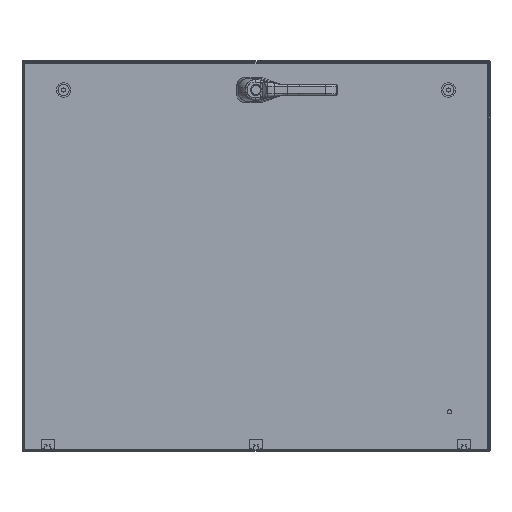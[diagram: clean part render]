
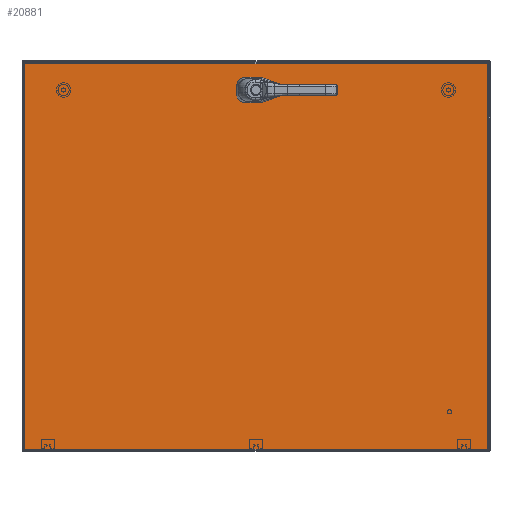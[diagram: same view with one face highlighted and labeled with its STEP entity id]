
A CAD part, top view. The second image highlights one B-rep face of the part: STEP entity #20881.
In plain terms, the highlighted face is planar.
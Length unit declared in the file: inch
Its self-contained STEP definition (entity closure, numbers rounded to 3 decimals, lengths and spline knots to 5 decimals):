
#19072=CARTESIAN_POINT('',(2.33762,18.275,0.0));
#19073=VERTEX_POINT('',#19072);
#19080=CARTESIAN_POINT('',(2.525,18.08762,0.0));
#19081=VERTEX_POINT('',#19080);
#19082=CARTESIAN_POINT('',(2.125,17.875,0.0));
#19083=DIRECTION('',(0.0,0.0,1.0));
#19084=DIRECTION('',(-0.469,-0.883,0.0));
#19085=AXIS2_PLACEMENT_3D('',#19082,#19083,#19084);
#19086=CIRCLE('',#19085,0.453);
#19087=EDGE_CURVE('',#19081,#19073,#19086,.T.);
#19112=CARTESIAN_POINT('',(2.525,17.66238,0.0));
#19113=VERTEX_POINT('',#19112);
#19114=CARTESIAN_POINT('',(2.525,17.66238,0.0));
#19115=DIRECTION('',(0.0,1.0,0.0));
#19116=VECTOR('',#19115,0.42525);
#19117=LINE('',#19114,#19116);
#19118=EDGE_CURVE('',#19113,#19081,#19117,.T.);
#19144=CARTESIAN_POINT('',(2.33762,17.475,0.0));
#19145=VERTEX_POINT('',#19144);
#19146=CARTESIAN_POINT('',(2.125,17.875,0.0));
#19147=DIRECTION('',(0.0,0.0,1.0));
#19148=DIRECTION('',(-0.883,0.469,0.0));
#19149=AXIS2_PLACEMENT_3D('',#19146,#19147,#19148);
#19150=CIRCLE('',#19149,0.453);
#19151=EDGE_CURVE('',#19145,#19113,#19150,.T.);
#19176=CARTESIAN_POINT('',(1.91238,17.475,0.0));
#19177=VERTEX_POINT('',#19176);
#19178=CARTESIAN_POINT('',(1.91238,17.475,0.0));
#19179=DIRECTION('',(1.0,0.0,0.0));
#19180=VECTOR('',#19179,0.42525);
#19181=LINE('',#19178,#19180);
#19182=EDGE_CURVE('',#19177,#19145,#19181,.T.);
#19208=CARTESIAN_POINT('',(1.725,17.66238,0.0));
#19209=VERTEX_POINT('',#19208);
#19210=CARTESIAN_POINT('',(2.125,17.875,0.0));
#19211=DIRECTION('',(0.0,0.0,1.0));
#19212=DIRECTION('',(0.469,0.883,0.0));
#19213=AXIS2_PLACEMENT_3D('',#19210,#19211,#19212);
#19214=CIRCLE('',#19213,0.453);
#19215=EDGE_CURVE('',#19209,#19177,#19214,.T.);
#19240=CARTESIAN_POINT('',(1.725,18.08762,0.0));
#19241=VERTEX_POINT('',#19240);
#19242=CARTESIAN_POINT('',(1.725,18.08762,0.0));
#19243=DIRECTION('',(0.0,-1.0,0.0));
#19244=VECTOR('',#19243,0.42525);
#19245=LINE('',#19242,#19244);
#19246=EDGE_CURVE('',#19241,#19209,#19245,.T.);
#19272=CARTESIAN_POINT('',(1.91238,18.275,0.0));
#19273=VERTEX_POINT('',#19272);
#19274=CARTESIAN_POINT('',(2.125,17.875,0.0));
#19275=DIRECTION('',(0.0,0.0,1.0));
#19276=DIRECTION('',(0.883,-0.469,0.0));
#19277=AXIS2_PLACEMENT_3D('',#19274,#19275,#19276);
#19278=CIRCLE('',#19277,0.453);
#19279=EDGE_CURVE('',#19273,#19241,#19278,.T.);
#19302=CARTESIAN_POINT('',(2.33762,18.275,0.0));
#19303=DIRECTION('',(-1.0,0.0,0.0));
#19304=VECTOR('',#19303,0.42525);
#19305=LINE('',#19302,#19304);
#19306=EDGE_CURVE('',#19073,#19273,#19305,.T.);
#19889=CARTESIAN_POINT('',(29.76975,0.10525,0.));
#19890=VERTEX_POINT('',#19889);
#19901=CARTESIAN_POINT('',(29.76975,35.64475,0.));
#19902=VERTEX_POINT('',#19901);
#19903=CARTESIAN_POINT('',(29.76975,35.64475,0.0));
#19904=DIRECTION('',(0.0,-1.0,0.0));
#19905=VECTOR('',#19904,35.5395);
#19906=LINE('',#19903,#19905);
#19907=EDGE_CURVE('',#19902,#19890,#19906,.T.);
#20059=CARTESIAN_POINT('',(0.10525,0.10525,0.));
#20060=VERTEX_POINT('',#20059);
#20071=CARTESIAN_POINT('',(29.76975,0.10525,0.0));
#20072=DIRECTION('',(-1.0,0.0,0.0));
#20073=VECTOR('',#20072,29.6645);
#20074=LINE('',#20071,#20073);
#20075=EDGE_CURVE('',#19890,#20060,#20074,.T.);
#20336=CARTESIAN_POINT('',(0.10525,35.64475,0.));
#20337=VERTEX_POINT('',#20336);
#20348=CARTESIAN_POINT('',(0.10525,0.10525,0.0));
#20349=DIRECTION('',(0.0,1.0,0.0));
#20350=VECTOR('',#20349,35.5395);
#20351=LINE('',#20348,#20350);
#20352=EDGE_CURVE('',#20060,#20337,#20351,.T.);
#20617=CARTESIAN_POINT('',(0.10525,35.64475,0.0));
#20618=DIRECTION('',(1.0,0.0,0.0));
#20619=VECTOR('',#20618,29.6645);
#20620=LINE('',#20617,#20619);
#20621=EDGE_CURVE('',#20337,#19902,#20620,.T.);
#20860=CARTESIAN_POINT('',(14.9375,17.875,0.0));
#20861=DIRECTION('',(0.0,0.0,1.0));
#20862=DIRECTION('',(1.0,0.0,0.0));
#20863=AXIS2_PLACEMENT_3D('',#20860,#20861,#20862);
#20864=PLANE('',#20863);
#20865=ORIENTED_EDGE('',*,*,#19907,.T.);
#20866=ORIENTED_EDGE('',*,*,#20075,.T.);
#20867=ORIENTED_EDGE('',*,*,#20352,.T.);
#20868=ORIENTED_EDGE('',*,*,#20621,.T.);
#20869=EDGE_LOOP('',(#20865,#20866,#20867,#20868));
#20870=FACE_OUTER_BOUND('',#20869,.T.);
#20871=ORIENTED_EDGE('',*,*,#19087,.T.);
#20872=ORIENTED_EDGE('',*,*,#19306,.T.);
#20873=ORIENTED_EDGE('',*,*,#19279,.T.);
#20874=ORIENTED_EDGE('',*,*,#19246,.T.);
#20875=ORIENTED_EDGE('',*,*,#19215,.T.);
#20876=ORIENTED_EDGE('',*,*,#19182,.T.);
#20877=ORIENTED_EDGE('',*,*,#19151,.T.);
#20878=ORIENTED_EDGE('',*,*,#19118,.T.);
#20879=EDGE_LOOP('',(#20871,#20872,#20873,#20874,#20875,#20876,#20877,#20878));
#20880=FACE_BOUND('',#20879,.T.);
#20881=ADVANCED_FACE('',(#20870,#20880),#20864,.F.);
